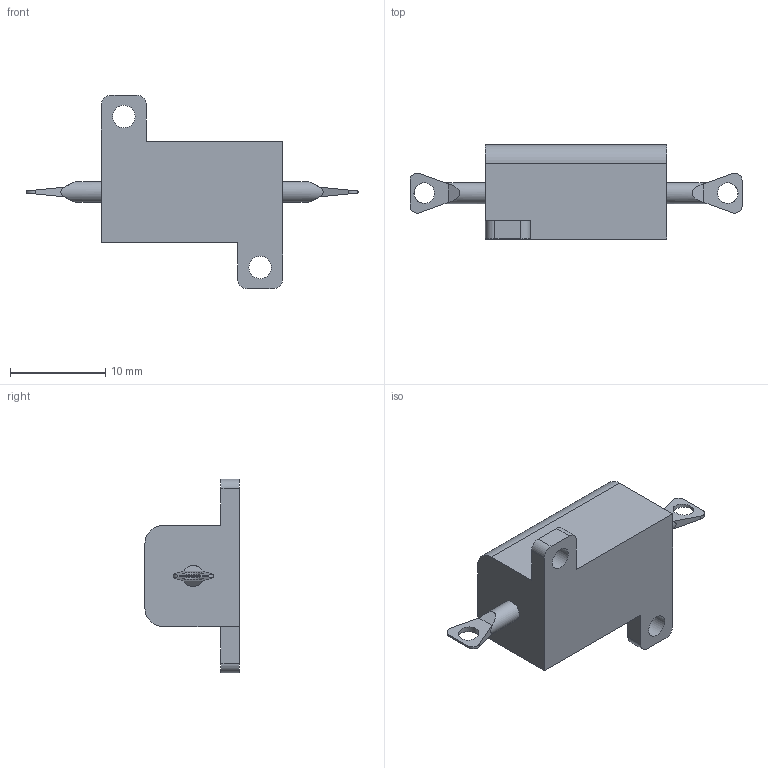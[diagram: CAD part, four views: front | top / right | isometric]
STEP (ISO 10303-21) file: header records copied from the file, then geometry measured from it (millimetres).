
FILE_DESCRIPTION(/* description */ (''),/* implementation_level */ '2;1');
FILE_NAME(/* name */ 'KAL10_stp.stp',/* time_stamp */ '2019-08-15T17:35:29-04:00',/* author */ ('mulla'),/* organization */ (''),/* preprocessor_version */ 'ST-DEVELOPER v16.1',/* originating_system */ 'Autodesk Inventor 2016',/* authorisation */ '');
FILE_SCHEMA (('AUTOMOTIVE_DESIGN { 1 0 10303 214 3 1 1 }'));
Length unit declared in the file: millimetre
Products named in the file (1): KAL10
Bounding box: 34.89 x 9.91 x 20.32 mm (x, y, z)
Volume: 2089.2 mm3; surface area: 1195.9 mm2
Topology: 1 solids, 1 shells, 42 faces, 106 edges, 68 vertices
Faces by surface type: plane 26, cylinder 16
Full cylindrical faces by diameter (mm): 2.18 x2, 2.2 x2, 2.36 x2
Entity records: 1256 total; most frequent: DIRECTION 222, CARTESIAN_POINT 207, ORIENTED_EDGE 196, EDGE_CURVE 98, AXIS2_PLACEMENT_3D 81, VERTEX_POINT 66, LINE 60, VECTOR 60
